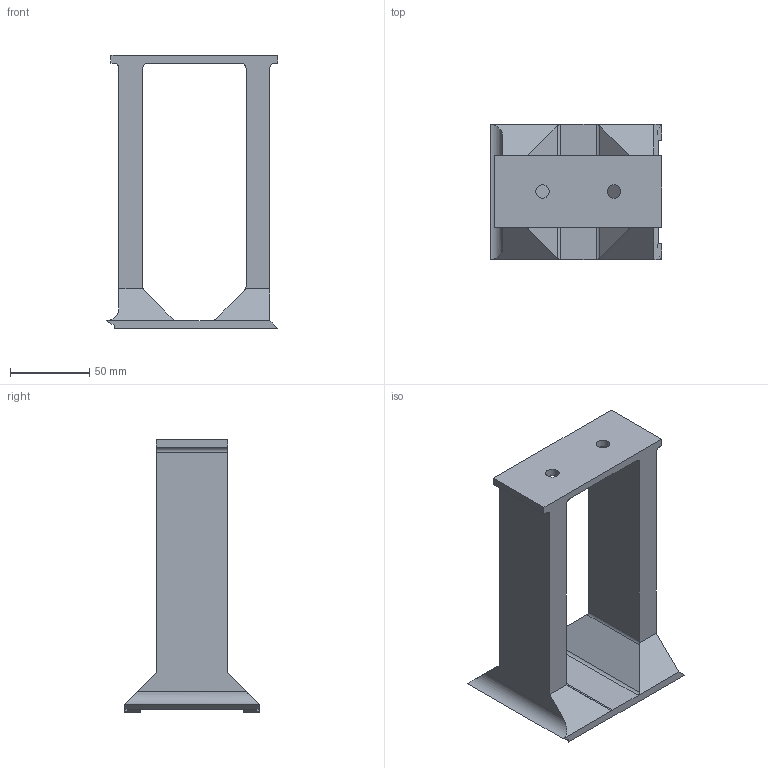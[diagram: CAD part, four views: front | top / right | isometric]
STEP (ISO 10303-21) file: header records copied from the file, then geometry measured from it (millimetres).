
FILE_DESCRIPTION(/* description */ ('STEP AP214'),/* implementation_level */ '2;1');
FILE_NAME(/* name */ 'standvv2 v1.step',/* time_stamp */ '2025-08-29T16:05:40-04:00',/* author */ (''),/* organization */ (''),/* preprocessor_version */ 'ST-DEVELOPER v20.1',/* originating_system */ 'Autodesk Translation Framework v14.10.0.0',/* authorisation */ '');
FILE_SCHEMA (('AUTOMOTIVE_DESIGN { 1 0 10303 214 3 1 1 }'));
Length unit declared in the file: millimetre
Products named in the file (1): standv0.1
Bounding box: 108 x 85 x 172 mm (x, y, z)
Volume: 310467.2 mm3; surface area: 65838.5 mm2
Topology: 1 solids, 1 shells, 43 faces, 118 edges, 75 vertices
Faces by surface type: plane 32, cylinder 11
Full cylindrical faces by diameter (mm): 8.5 x2
Entity records: 1402 total; most frequent: CARTESIAN_POINT 237, ORIENTED_EDGE 236, DIRECTION 232, EDGE_CURVE 118, LINE 92, VECTOR 92, VERTEX_POINT 75, AXIS2_PLACEMENT_3D 70
